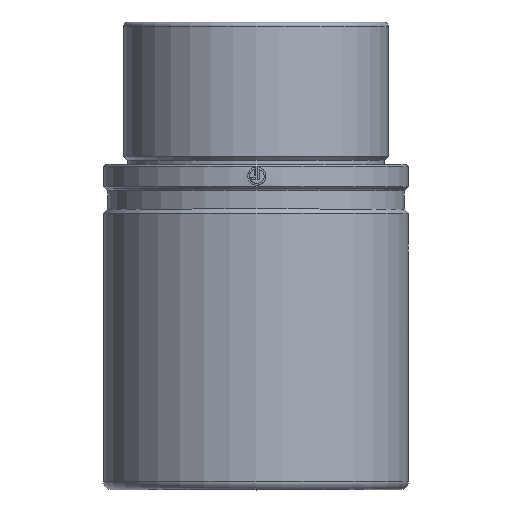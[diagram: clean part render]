
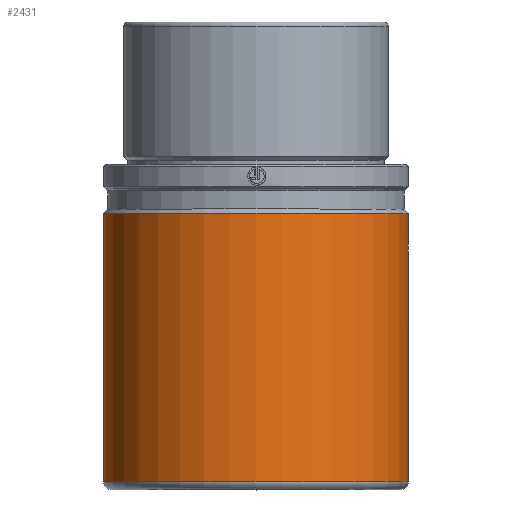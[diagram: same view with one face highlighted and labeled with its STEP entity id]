
A CAD part, top view. The second image highlights one B-rep face of the part: STEP entity #2431.
In plain terms, the highlighted cylindrical face has radius 37.5 mm (diameter 75 mm), a partial arc.
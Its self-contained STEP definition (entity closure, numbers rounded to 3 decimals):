
#105 = CARTESIAN_POINT ( 'NONE',  ( 37.495, 3.934, 0.658 ) ) ;
#173 = CARTESIAN_POINT ( 'NONE',  ( 37.5, -55.5, 0. ) ) ;
#498 = CARTESIAN_POINT ( 'NONE',  ( -37.5, -55.5, 0. ) ) ;
#565 = CARTESIAN_POINT ( 'NONE',  ( 37.492, -0.872, 0.806 ) ) ;
#662 = EDGE_CURVE ( 'NONE', #6106, #3762, #2939, .T. ) ;
#795 = AXIS2_PLACEMENT_3D ( 'NONE', #6223, #1461, #6303 ) ;
#885 = CARTESIAN_POINT ( 'NONE',  ( 37.5, -1., 0. ) ) ;
#1089 = CARTESIAN_POINT ( 'NONE',  ( 37.479, 3.669, 1.255 ) ) ;
#1201 = DIRECTION ( 'NONE',  ( 0., 1., 0. ) ) ;
#1284 = CARTESIAN_POINT ( 'NONE',  ( 37.5, 4., 0. ) ) ;
#1307 = CARTESIAN_POINT ( 'NONE',  ( 37.484, 3.746, 1.109 ) ) ;
#1461 = DIRECTION ( 'NONE',  ( 0., 1., 0. ) ) ;
#1470 = VECTOR ( 'NONE', #1515, 1000. ) ;
#1515 = DIRECTION ( 'NONE',  ( 0., 1., 0. ) ) ;
#1566 = EDGE_CURVE ( 'NONE', #6106, #2528, #5801, .T. ) ;
#1763 = CARTESIAN_POINT ( 'NONE',  ( 37.453, -0.153, 1.883 ) ) ;
#1785 = CARTESIAN_POINT ( 'NONE',  ( 37.464, 3.383, 1.653 ) ) ;
#2234 = VERTEX_POINT ( 'NONE', #2633 ) ;
#2244 = CARTESIAN_POINT ( 'NONE',  ( 37.417, 1.5, 2.5 ) ) ;
#2299 = CARTESIAN_POINT ( 'NONE',  ( 37.447, -0.024, 1.988 ) ) ;
#2321 = CARTESIAN_POINT ( 'NONE',  ( 37.418, 1.828, 2.484 ) ) ;
#2355 = EDGE_CURVE ( 'NONE', #6501, #3331, #3030, .T. ) ;
#2431 = ADVANCED_FACE ( 'NONE', ( #3571 ), #6615, .T. ) ;
#2486 = VERTEX_POINT ( 'NONE', #885 ) ;
#2492 = ORIENTED_EDGE ( 'NONE', *, *, #3576, .T. ) ;
#2519 = ORIENTED_EDGE ( 'NONE', *, *, #7264, .F. ) ;
#2528 = VERTEX_POINT ( 'NONE', #4877 ) ;
#2593 = ORIENTED_EDGE ( 'NONE', *, *, #2355, .T. ) ;
#2624 = B_SPLINE_CURVE_WITH_KNOTS ( 'NONE', 3,
 ( #2244, #5789, #2321, #7015, #6386, #3517, #7594, #7556, #7617, #1785, #6365, #1089, #1307, #105, #3540, #7154 ),
 .UNSPECIFIED., .F., .F.,
 ( 4, 2, 2, 2, 2, 2, 2, 4 ),
 ( 0.012, 0.012, 0.013, 0.013, 0.014, 0.014, 0.015, 0.016 ),
 .UNSPECIFIED. ) ;
#2633 = CARTESIAN_POINT ( 'NONE',  ( 37.417, 1.5, 2.5 ) ) ;
#2882 = DIRECTION ( 'NONE',  ( 0., 1., 0. ) ) ;
#2924 = CARTESIAN_POINT ( 'NONE',  ( 37.418, 1.172, 2.484 ) ) ;
#2939 = CIRCLE ( 'NONE', #3857, 37.5 ) ;
#2973 = CARTESIAN_POINT ( 'NONE',  ( 37.433, 0.391, 2.247 ) ) ;
#3030 = LINE ( 'NONE', #3334, #1470 ) ;
#3113 = DIRECTION ( 'NONE',  ( 0., 1., 0. ) ) ;
#3214 = ORIENTED_EDGE ( 'NONE', *, *, #662, .T. ) ;
#3331 = VERTEX_POINT ( 'NONE', #4512 ) ;
#3334 = CARTESIAN_POINT ( 'NONE',  ( 37.5, 0., 0. ) ) ;
#3443 = CARTESIAN_POINT ( 'NONE',  ( 37.5, -1., 0.163 ) ) ;
#3448 = ORIENTED_EDGE ( 'NONE', *, *, #7357, .T. ) ;
#3494 = CARTESIAN_POINT ( 'NONE',  ( 37.499, -0.984, 0.325 ) ) ;
#3517 = CARTESIAN_POINT ( 'NONE',  ( 37.433, 2.608, 2.247 ) ) ;
#3540 = CARTESIAN_POINT ( 'NONE',  ( 37.5, 4., 0.33 ) ) ;
#3571 = FACE_OUTER_BOUND ( 'NONE', #5180, .T. ) ;
#3576 = EDGE_CURVE ( 'NONE', #3762, #2486, #7242, .T. ) ;
#3762 = VERTEX_POINT ( 'NONE', #173 ) ;
#3777 = AXIS2_PLACEMENT_3D ( 'NONE', #5914, #6482, #6990 ) ;
#3857 = AXIS2_PLACEMENT_3D ( 'NONE', #6640, #3113, #6666 ) ;
#4016 = VECTOR ( 'NONE', #1201, 1000. ) ;
#4018 = CARTESIAN_POINT ( 'NONE',  ( 37.417, 1.5, 2.5 ) ) ;
#4063 = CARTESIAN_POINT ( 'NONE',  ( 37.495, -0.92, 0.648 ) ) ;
#4086 = CARTESIAN_POINT ( 'NONE',  ( 37.422, 0.853, 2.42 ) ) ;
#4372 = EDGE_CURVE ( 'NONE', #2234, #6501, #2624, .T. ) ;
#4512 = CARTESIAN_POINT ( 'NONE',  ( 37.5, 10.5, 0. ) ) ;
#4642 = CARTESIAN_POINT ( 'NONE',  ( 37.5, -1., 0. ) ) ;
#4672 = VECTOR ( 'NONE', #2882, 1000. ) ;
#4877 = CARTESIAN_POINT ( 'NONE',  ( -37.5, 10.5, 0. ) ) ;
#5180 = EDGE_LOOP ( 'NONE', ( #3214, #2492, #3448, #6675, #2593, #2519, #6753 ) ) ;
#5211 = CARTESIAN_POINT ( 'NONE',  ( -37.5, 0., 0. ) ) ;
#5256 = CARTESIAN_POINT ( 'NONE',  ( 37.48, -0.685, 1.258 ) ) ;
#5319 = CARTESIAN_POINT ( 'NONE',  ( 37.5, 0., 0. ) ) ;
#5789 = CARTESIAN_POINT ( 'NONE',  ( 37.417, 1.665, 2.5 ) ) ;
#5801 = LINE ( 'NONE', #5211, #4672 ) ;
#5817 = CARTESIAN_POINT ( 'NONE',  ( 37.469, -0.499, 1.537 ) ) ;
#5866 = CARTESIAN_POINT ( 'NONE',  ( 37.437, 0.247, 2.17 ) ) ;
#5914 = CARTESIAN_POINT ( 'NONE',  ( 0., 10.5, 0. ) ) ;
#6106 = VERTEX_POINT ( 'NONE', #498 ) ;
#6185 = B_SPLINE_CURVE_WITH_KNOTS ( 'NONE', 3,
 ( #4642, #3443, #3494, #4063, #565, #5256, #5817, #1763, #2299, #5866, #2973, #6458, #4086, #2924, #7557, #4018 ),
 .UNSPECIFIED., .F., .F.,
 ( 4, 2, 2, 2, 2, 2, 2, 4 ),
 ( 0.008, 0.008, 0.009, 0.01, 0.01, 0.011, 0.011, 0.012 ),
 .UNSPECIFIED. ) ;
#6223 = CARTESIAN_POINT ( 'NONE',  ( 0., 0., 0. ) ) ;
#6303 = DIRECTION ( 'NONE',  ( -1., 0., 0. ) ) ;
#6365 = CARTESIAN_POINT ( 'NONE',  ( 37.469, 3.486, 1.527 ) ) ;
#6386 = CARTESIAN_POINT ( 'NONE',  ( 37.425, 2.306, 2.372 ) ) ;
#6458 = CARTESIAN_POINT ( 'NONE',  ( 37.425, 0.694, 2.372 ) ) ;
#6482 = DIRECTION ( 'NONE',  ( 0., 1., 0. ) ) ;
#6501 = VERTEX_POINT ( 'NONE', #1284 ) ;
#6615 = CYLINDRICAL_SURFACE ( 'NONE', #795, 37.5 ) ;
#6640 = CARTESIAN_POINT ( 'NONE',  ( 0., -55.5, 0. ) ) ;
#6666 = DIRECTION ( 'NONE',  ( -1., 0., 0. ) ) ;
#6675 = ORIENTED_EDGE ( 'NONE', *, *, #4372, .T. ) ;
#6753 = ORIENTED_EDGE ( 'NONE', *, *, #1566, .F. ) ;
#6990 = DIRECTION ( 'NONE',  ( -1., 0., 0. ) ) ;
#7015 = CARTESIAN_POINT ( 'NONE',  ( 37.422, 2.147, 2.42 ) ) ;
#7154 = CARTESIAN_POINT ( 'NONE',  ( 37.5, 4., 0. ) ) ;
#7242 = LINE ( 'NONE', #5319, #4016 ) ;
#7264 = EDGE_CURVE ( 'NONE', #2528, #3331, #7313, .T. ) ;
#7313 = CIRCLE ( 'NONE', #3777, 37.5 ) ;
#7357 = EDGE_CURVE ( 'NONE', #2486, #2234, #6185, .T. ) ;
#7556 = CARTESIAN_POINT ( 'NONE',  ( 37.447, 3.023, 1.989 ) ) ;
#7557 = CARTESIAN_POINT ( 'NONE',  ( 37.417, 1.335, 2.5 ) ) ;
#7594 = CARTESIAN_POINT ( 'NONE',  ( 37.437, 2.752, 2.17 ) ) ;
#7617 = CARTESIAN_POINT ( 'NONE',  ( 37.453, 3.152, 1.884 ) ) ;
